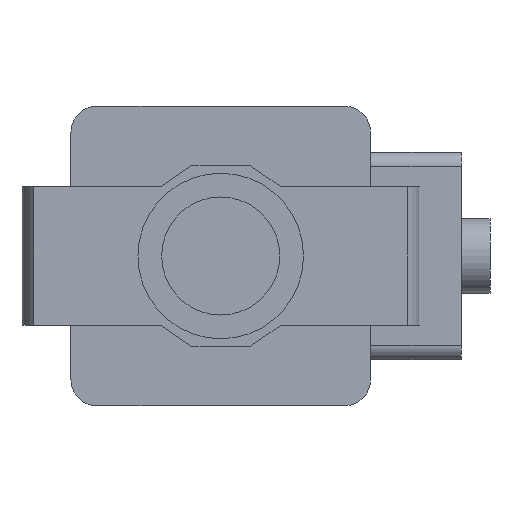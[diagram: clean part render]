
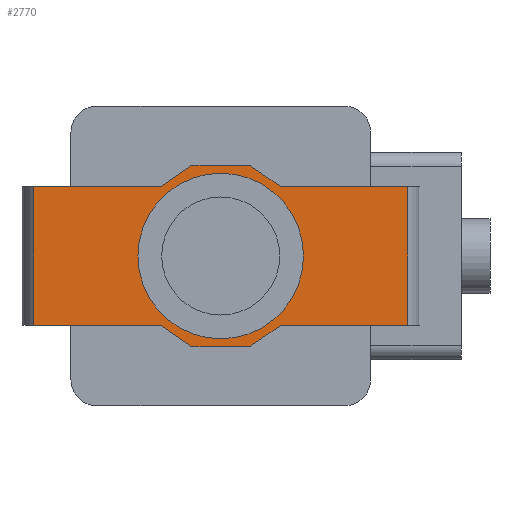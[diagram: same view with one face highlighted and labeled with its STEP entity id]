
A CAD part, front view. The second image highlights one B-rep face of the part: STEP entity #2770.
In plain terms, the highlighted planar face has unit normal (0, -1, 0).
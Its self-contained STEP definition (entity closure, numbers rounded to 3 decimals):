
#18 = CARTESIAN_POINT ( 'NONE',  ( 29.25, -139., 31.5 ) ) ;
#41 = VECTOR ( 'NONE', #3187, 1000. ) ;
#53 = ORIENTED_EDGE ( 'NONE', *, *, #941, .F. ) ;
#54 = DIRECTION ( 'NONE',  ( -1., 0., 0. ) ) ;
#77 = LINE ( 'NONE', #2231, #41 ) ;
#90 = LINE ( 'NONE', #2546, #2879 ) ;
#160 = CARTESIAN_POINT ( 'NONE',  ( 84.25, -139., -24. ) ) ;
#220 = CARTESIAN_POINT ( 'NONE',  ( 9.25, -139., 31.5 ) ) ;
#225 = VECTOR ( 'NONE', #1739, 1000. ) ;
#226 = VERTEX_POINT ( 'NONE', #3974 ) ;
#284 = AXIS2_PLACEMENT_3D ( 'NONE', #2054, #858, #522 ) ;
#324 = ORIENTED_EDGE ( 'NONE', *, *, #3229, .F. ) ;
#331 = DIRECTION ( 'NONE',  ( -0.826, 0., -0.563 ) ) ;
#388 = VERTEX_POINT ( 'NONE', #3833 ) ;
#412 = VECTOR ( 'NONE', #3935, 1000. ) ;
#413 = LINE ( 'NONE', #3799, #2741 ) ;
#436 = CARTESIAN_POINT ( 'NONE',  ( -45.75, -139., -24. ) ) ;
#493 = DIRECTION ( 'NONE',  ( -1., 0., 0. ) ) ;
#522 = DIRECTION ( 'NONE',  ( 0., 0., -1. ) ) ;
#721 = CARTESIAN_POINT ( 'NONE',  ( 84.25, -139., 24. ) ) ;
#724 = CARTESIAN_POINT ( 'NONE',  ( 29.25, -139., -31.5 ) ) ;
#725 = ORIENTED_EDGE ( 'NONE', *, *, #2576, .F. ) ;
#745 = VERTEX_POINT ( 'NONE', #3765 ) ;
#843 = LINE ( 'NONE', #2995, #225 ) ;
#858 = DIRECTION ( 'NONE',  ( 0., -1., 0. ) ) ;
#886 = LINE ( 'NONE', #3977, #412 ) ;
#900 = DIRECTION ( 'NONE',  ( 0.826, 0., -0.563 ) ) ;
#941 = EDGE_CURVE ( 'NONE', #2743, #3884, #1500, .T. ) ;
#962 = ORIENTED_EDGE ( 'NONE', *, *, #2507, .F. ) ;
#964 = VERTEX_POINT ( 'NONE', #18 ) ;
#1011 = DIRECTION ( 'NONE',  ( 0., 0., -1. ) ) ;
#1034 = CARTESIAN_POINT ( 'NONE',  ( 40.25, -139., 24. ) ) ;
#1042 = ORIENTED_EDGE ( 'NONE', *, *, #3785, .F. ) ;
#1063 = DIRECTION ( 'NONE',  ( 0., -1., 0. ) ) ;
#1080 = EDGE_CURVE ( 'NONE', #1721, #2831, #2250, .T. ) ;
#1116 = EDGE_CURVE ( 'NONE', #2816, #2743, #413, .T. ) ;
#1223 = EDGE_LOOP ( 'NONE', ( #962, #2535, #1715, #3529, #53, #3796, #3265, #2552, #1042, #324, #2805, #3784 ) ) ;
#1266 = VERTEX_POINT ( 'NONE', #3209 ) ;
#1311 = VECTOR ( 'NONE', #3518, 1000. ) ;
#1336 = LINE ( 'NONE', #436, #2855 ) ;
#1357 = LINE ( 'NONE', #3495, #1311 ) ;
#1361 = PLANE ( 'NONE',  #2597 ) ;
#1384 = ORIENTED_EDGE ( 'NONE', *, *, #2189, .F. ) ;
#1500 = LINE ( 'NONE', #2706, #3969 ) ;
#1639 = VECTOR ( 'NONE', #1757, 1000. ) ;
#1666 = VECTOR ( 'NONE', #2407, 1000. ) ;
#1683 = VERTEX_POINT ( 'NONE', #2103 ) ;
#1705 = DIRECTION ( 'NONE',  ( 0., 0., -1. ) ) ;
#1711 = EDGE_CURVE ( 'NONE', #388, #3943, #2163, .T. ) ;
#1715 = ORIENTED_EDGE ( 'NONE', *, *, #3233, .F. ) ;
#1721 = VERTEX_POINT ( 'NONE', #1823 ) ;
#1739 = DIRECTION ( 'NONE',  ( 1., 0., 0. ) ) ;
#1757 = DIRECTION ( 'NONE',  ( 0., 0., 1. ) ) ;
#1765 = CIRCLE ( 'NONE', #2792, 28.75 ) ;
#1823 = CARTESIAN_POINT ( 'NONE',  ( 40.25, -139., 24. ) ) ;
#1871 = CARTESIAN_POINT ( 'NONE',  ( 40.25, -139., -24. ) ) ;
#1994 = FACE_OUTER_BOUND ( 'NONE', #1223, .T. ) ;
#2039 = EDGE_CURVE ( 'NONE', #3467, #1683, #1336, .T. ) ;
#2054 = CARTESIAN_POINT ( 'NONE',  ( 19.25, -139., 0. ) ) ;
#2103 = CARTESIAN_POINT ( 'NONE',  ( -45.75, -139., -24. ) ) ;
#2163 = LINE ( 'NONE', #3937, #1666 ) ;
#2189 = EDGE_CURVE ( 'NONE', #745, #226, #1765, .T. ) ;
#2231 = CARTESIAN_POINT ( 'NONE',  ( 9.25, -139., 31.5 ) ) ;
#2233 = EDGE_CURVE ( 'NONE', #3884, #1266, #886, .T. ) ;
#2236 = DIRECTION ( 'NONE',  ( 0., 0., -1. ) ) ;
#2250 = LINE ( 'NONE', #1034, #2423 ) ;
#2313 = DIRECTION ( 'NONE',  ( 0., -1., 0. ) ) ;
#2407 = DIRECTION ( 'NONE',  ( 0.826, 0., 0.563 ) ) ;
#2423 = VECTOR ( 'NONE', #2867, 1000. ) ;
#2439 = LINE ( 'NONE', #3669, #2681 ) ;
#2507 = EDGE_CURVE ( 'NONE', #1683, #3231, #2962, .T. ) ;
#2526 = EDGE_CURVE ( 'NONE', #3231, #388, #843, .T. ) ;
#2535 = ORIENTED_EDGE ( 'NONE', *, *, #2039, .F. ) ;
#2546 = CARTESIAN_POINT ( 'NONE',  ( 84.25, -139., 24. ) ) ;
#2552 = ORIENTED_EDGE ( 'NONE', *, *, #1080, .F. ) ;
#2576 = EDGE_CURVE ( 'NONE', #226, #745, #2859, .T. ) ;
#2597 = AXIS2_PLACEMENT_3D ( 'NONE', #3545, #1063, #2236 ) ;
#2609 = FACE_BOUND ( 'NONE', #3252, .T. ) ;
#2681 = VECTOR ( 'NONE', #900, 1000. ) ;
#2695 = CARTESIAN_POINT ( 'NONE',  ( -45.75, -139., 24. ) ) ;
#2706 = CARTESIAN_POINT ( 'NONE',  ( 29.25, -139., -31.5 ) ) ;
#2741 = VECTOR ( 'NONE', #54, 1000. ) ;
#2743 = VERTEX_POINT ( 'NONE', #1871 ) ;
#2770 = ADVANCED_FACE ( 'NONE', ( #1994, #2609 ), #1361, .T. ) ;
#2792 = AXIS2_PLACEMENT_3D ( 'NONE', #3842, #2313, #1705 ) ;
#2805 = ORIENTED_EDGE ( 'NONE', *, *, #1711, .F. ) ;
#2816 = VERTEX_POINT ( 'NONE', #160 ) ;
#2831 = VERTEX_POINT ( 'NONE', #721 ) ;
#2855 = VECTOR ( 'NONE', #493, 1000. ) ;
#2859 = CIRCLE ( 'NONE', #284, 28.75 ) ;
#2867 = DIRECTION ( 'NONE',  ( 1., 0., 0. ) ) ;
#2879 = VECTOR ( 'NONE', #1011, 1000. ) ;
#2962 = LINE ( 'NONE', #2695, #1639 ) ;
#2995 = CARTESIAN_POINT ( 'NONE',  ( -45.75, -139., 24. ) ) ;
#3187 = DIRECTION ( 'NONE',  ( 1., 0., 0. ) ) ;
#3209 = CARTESIAN_POINT ( 'NONE',  ( 9.25, -139., -31.5 ) ) ;
#3229 = EDGE_CURVE ( 'NONE', #3943, #964, #77, .T. ) ;
#3231 = VERTEX_POINT ( 'NONE', #3456 ) ;
#3233 = EDGE_CURVE ( 'NONE', #1266, #3467, #1357, .T. ) ;
#3252 = EDGE_LOOP ( 'NONE', ( #725, #1384 ) ) ;
#3265 = ORIENTED_EDGE ( 'NONE', *, *, #3626, .F. ) ;
#3456 = CARTESIAN_POINT ( 'NONE',  ( -45.75, -139., 24. ) ) ;
#3467 = VERTEX_POINT ( 'NONE', #3695 ) ;
#3495 = CARTESIAN_POINT ( 'NONE',  ( 9.25, -139., -31.5 ) ) ;
#3518 = DIRECTION ( 'NONE',  ( -0.826, 0., 0.563 ) ) ;
#3529 = ORIENTED_EDGE ( 'NONE', *, *, #2233, .F. ) ;
#3545 = CARTESIAN_POINT ( 'NONE',  ( -45.75, -139., -31.5 ) ) ;
#3626 = EDGE_CURVE ( 'NONE', #2831, #2816, #90, .T. ) ;
#3669 = CARTESIAN_POINT ( 'NONE',  ( 29.25, -139., 31.5 ) ) ;
#3695 = CARTESIAN_POINT ( 'NONE',  ( -1.75, -139., -24. ) ) ;
#3765 = CARTESIAN_POINT ( 'NONE',  ( 19.25, -139., -28.75 ) ) ;
#3784 = ORIENTED_EDGE ( 'NONE', *, *, #2526, .F. ) ;
#3785 = EDGE_CURVE ( 'NONE', #964, #1721, #2439, .T. ) ;
#3796 = ORIENTED_EDGE ( 'NONE', *, *, #1116, .F. ) ;
#3799 = CARTESIAN_POINT ( 'NONE',  ( 40.25, -139., -24. ) ) ;
#3833 = CARTESIAN_POINT ( 'NONE',  ( -1.75, -139., 24. ) ) ;
#3842 = CARTESIAN_POINT ( 'NONE',  ( 19.25, -139., 0. ) ) ;
#3884 = VERTEX_POINT ( 'NONE', #724 ) ;
#3935 = DIRECTION ( 'NONE',  ( -1., 0., 0. ) ) ;
#3937 = CARTESIAN_POINT ( 'NONE',  ( 9.25, -139., 31.5 ) ) ;
#3943 = VERTEX_POINT ( 'NONE', #220 ) ;
#3969 = VECTOR ( 'NONE', #331, 1000. ) ;
#3974 = CARTESIAN_POINT ( 'NONE',  ( 19.25, -139., 28.75 ) ) ;
#3977 = CARTESIAN_POINT ( 'NONE',  ( 9.25, -139., -31.5 ) ) ;
